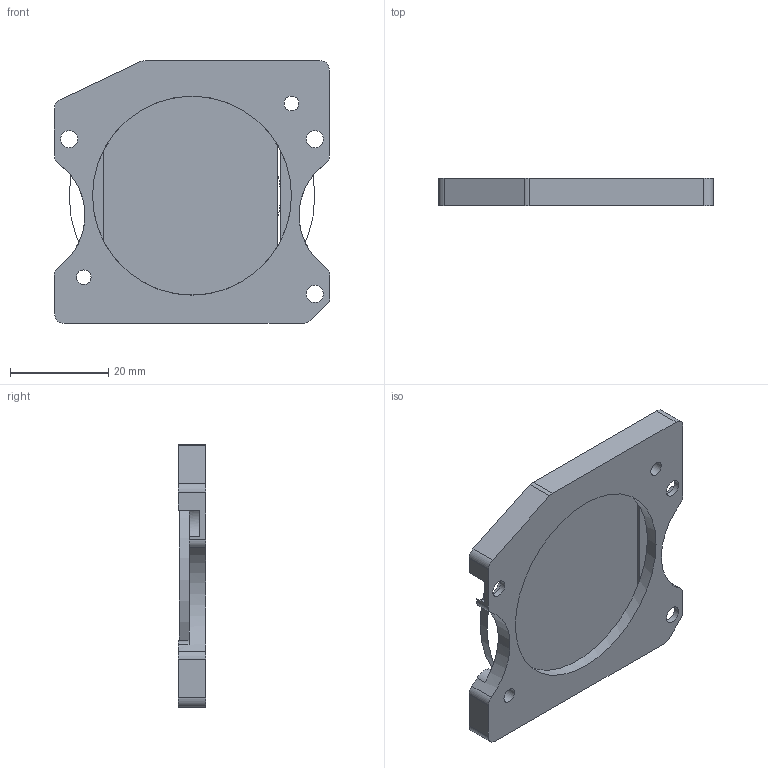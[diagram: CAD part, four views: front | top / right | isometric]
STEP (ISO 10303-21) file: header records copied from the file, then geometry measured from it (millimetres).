
FILE_DESCRIPTION(/* description */ (''),/* implementation_level */ '2;1');
FILE_NAME(/* name */ 'Polariser Mount v5.step',/* time_stamp */ '2024-04-07T14:03:20+10:00',/* author */ (''),/* organization */ (''),/* preprocessor_version */ 'ST-DEVELOPER v20',/* originating_system */ 'Autodesk Translation Framework v12.20.1.177',/* authorisation */ '');
FILE_SCHEMA (('AUTOMOTIVE_DESIGN { 1 0 10303 214 3 1 1 }'));
Length unit declared in the file: millimetre
Products named in the file (1): Polariser Mount
Bounding box: 56 x 5.6 x 53.5 mm (x, y, z)
Volume: 9059.5 mm3; surface area: 12161.7 mm2
Topology: 4 solids, 4 shells, 125 faces, 346 edges, 229 vertices
Faces by surface type: cylinder 65, plane 60
Full cylindrical faces by diameter (mm): 3 x2, 3.5 x3, 14 x1, 16.5 x1, 17 x1, 40.5 x1, 50 x1
Entity records: 4126 total; most frequent: DIRECTION 738, CARTESIAN_POINT 701, ORIENTED_EDGE 692, EDGE_CURVE 346, AXIS2_PLACEMENT_3D 266, VERTEX_POINT 229, LINE 206, VECTOR 206
